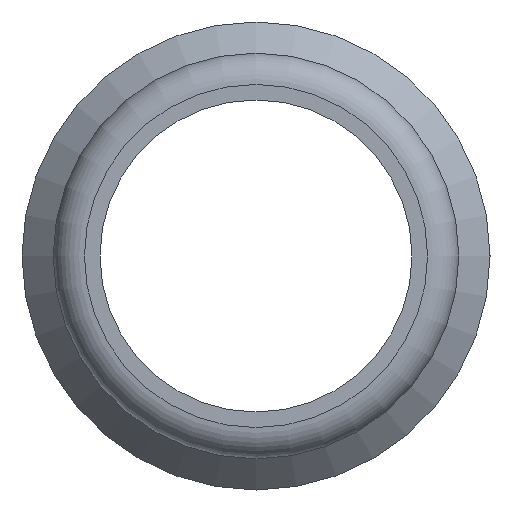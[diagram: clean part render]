
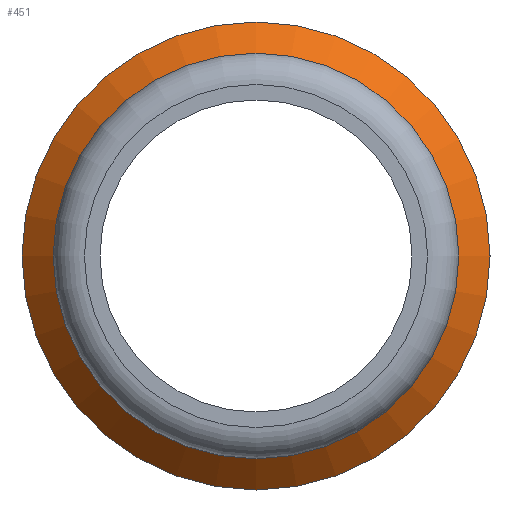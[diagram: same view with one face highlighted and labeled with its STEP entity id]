
A CAD part, left-side view. The second image highlights one B-rep face of the part: STEP entity #451.
In plain terms, the highlighted conical face has half-angle 45 degrees and reference radius 7 mm.
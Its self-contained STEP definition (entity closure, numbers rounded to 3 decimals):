
#397=CARTESIAN_POINT('',(4.25,6.5,0.0));
#398=VERTEX_POINT('',#397);
#399=CARTESIAN_POINT('',(4.25,0.0,0.0));
#400=DIRECTION('',(1.0,0.0,0.0));
#401=DIRECTION('',(0.0,1.0,0.0));
#402=AXIS2_PLACEMENT_3D('',#399,#400,#401);
#403=CIRCLE('',#402,6.5);
#404=EDGE_CURVE('',#398,#398,#403,.T.);
#432=CARTESIAN_POINT('',(4.75,0.0,0.0));
#433=DIRECTION('',(1.0,0.0,0.0));
#434=DIRECTION('',(0.0,1.0,0.0));
#435=AXIS2_PLACEMENT_3D('',#432,#433,#434);
#436=CONICAL_SURFACE('',#435,7.0,45.);
#437=CARTESIAN_POINT('',(5.25,7.5,0.0));
#438=VERTEX_POINT('',#437);
#439=CARTESIAN_POINT('',(5.25,0.0,0.0));
#440=DIRECTION('',(1.0,0.0,0.0));
#441=DIRECTION('',(0.0,1.0,0.0));
#442=AXIS2_PLACEMENT_3D('',#439,#440,#441);
#443=CIRCLE('',#442,7.5);
#444=EDGE_CURVE('',#438,#438,#443,.T.);
#445=ORIENTED_EDGE('',*,*,#444,.F.);
#446=EDGE_LOOP('',(#445));
#447=FACE_OUTER_BOUND('',#446,.T.);
#448=ORIENTED_EDGE('',*,*,#404,.T.);
#449=EDGE_LOOP('',(#448));
#450=FACE_BOUND('',#449,.T.);
#451=ADVANCED_FACE('',(#447,#450),#436,.T.);
